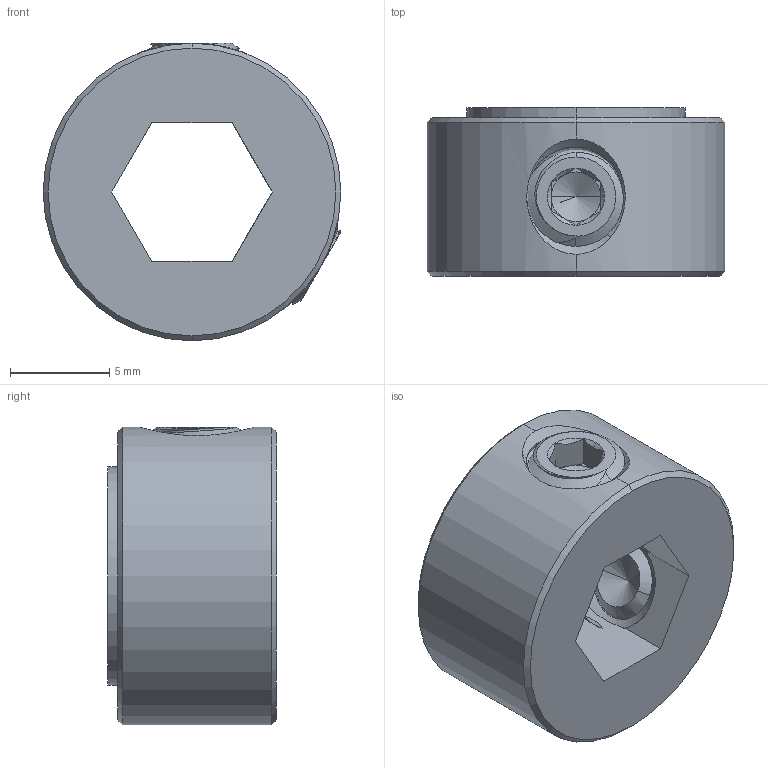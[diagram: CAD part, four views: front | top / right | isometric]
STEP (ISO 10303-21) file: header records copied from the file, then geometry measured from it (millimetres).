
FILE_DESCRIPTION (( 'STEP AP203' ), '1' );
FILE_NAME ('2920-0001-4008 assembly.STEP', '2020-12-04T17:27:16', ( '' ), ( '' ), 'SwSTEP 2.0', 'SolidWorks 2016', '' );
FILE_SCHEMA (( 'CONFIG_CONTROL_DESIGN' ));
Length unit declared in the file: millimetre
Products named in the file (3): 2806-0005-0004_91390A117; 2920-0001-4008; 2920-0001-4008 assembly
Assembly tree (3 placements, depth 2):
  2920-0001-4008 assembly
    2920-0001-4008
    2806-0005-0004_91390A117  x2
Bounding box: 15 x 8.5 x 15 mm (x, y, z)
Volume: 1062.4 mm3; surface area: 1211.2 mm2
Topology: 3 solids, 3 shells, 159 faces, 415 edges, 256 vertices
Faces by surface type: cylinder 64, cone 42, plane 37, bspline 16
Entity records: 13667 total; most frequent: CARTESIAN_POINT 10813, ORIENTED_EDGE 634, DIRECTION 425, EDGE_CURVE 317, VERTEX_POINT 203, AXIS2_PLACEMENT_3D 159, EDGE_LOOP 126, ADVANCED_FACE 119
